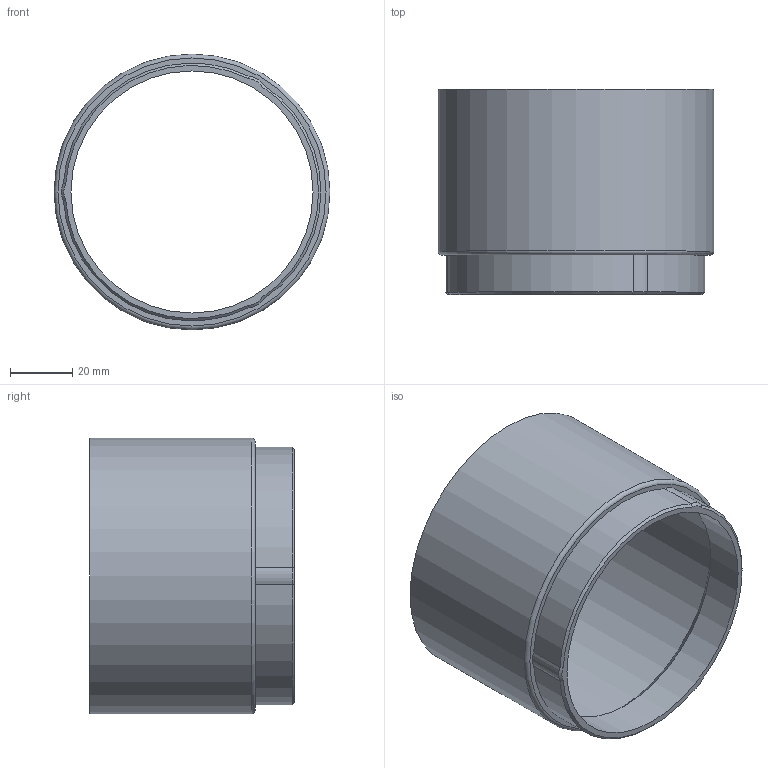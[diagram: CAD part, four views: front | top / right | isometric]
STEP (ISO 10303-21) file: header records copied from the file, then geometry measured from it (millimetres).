
FILE_DESCRIPTION(/* description */ (''),/* implementation_level */ '2;1');
FILE_NAME(/* name */ 'hopper.step',/* time_stamp */ '2022-01-04T08:34:25-08:00',/* author */ (''),/* organization */ (''),/* preprocessor_version */ 'ST-DEVELOPER v18.1',/* originating_system */ 'Autodesk Translation Framework v10.10.0.1391',/* authorisation */ '');
FILE_SCHEMA (('AUTOMOTIVE_DESIGN { 1 0 10303 214 3 1 1 }'));
Length unit declared in the file: inch
Products named in the file (1): hopper
Bounding box: 88.9 x 66.04 x 88.9 mm (x, y, z)
Volume: 45646.9 mm3; surface area: 37413.1 mm2
Topology: 1 solids, 1 shells, 22 faces, 46 edges, 28 vertices
Faces by surface type: cylinder 9, cone 8, plane 4, torus 1
Full cylindrical faces by diameter (mm): 77.978 x1, 83.82 x1, 88.9 x1
Entity records: 640 total; most frequent: DIRECTION 115, CARTESIAN_POINT 115, ORIENTED_EDGE 92, AXIS2_PLACEMENT_3D 52, EDGE_CURVE 46, CIRCLE 29, VERTEX_POINT 28, EDGE_LOOP 26
